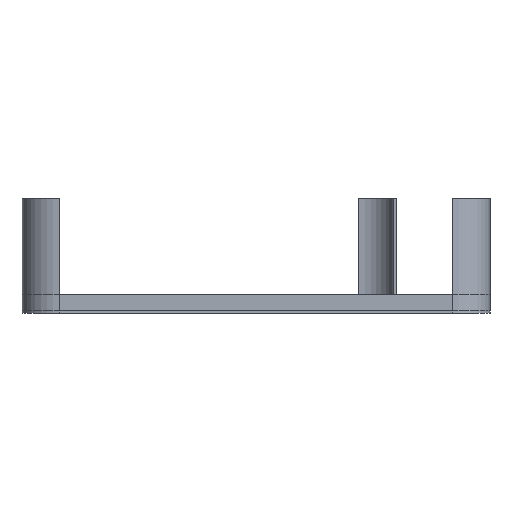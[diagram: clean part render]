
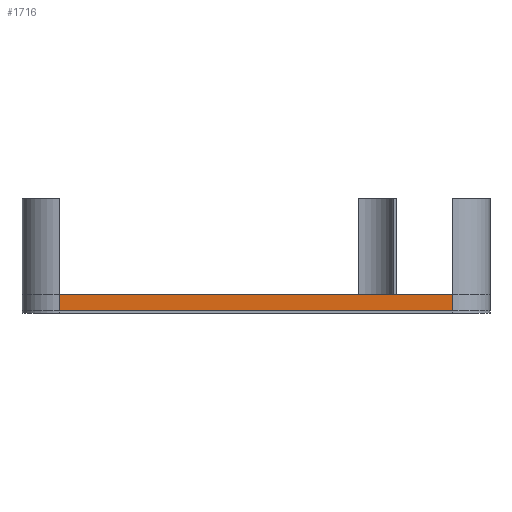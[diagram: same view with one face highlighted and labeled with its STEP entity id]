
A CAD part, left-side view. The second image highlights one B-rep face of the part: STEP entity #1716.
In plain terms, the highlighted planar face has unit normal (-1, 0, 0).
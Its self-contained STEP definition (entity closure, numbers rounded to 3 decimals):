
#284=FACE_OUTER_BOUND('',#427,.T.);
#427=EDGE_LOOP('',(#1431,#1432,#1433,#1434));
#530=LINE('',#2771,#666);
#549=LINE('',#2833,#685);
#550=LINE('',#2835,#686);
#551=LINE('',#2836,#687);
#666=VECTOR('',#2262,10.);
#685=VECTOR('',#2319,10.);
#686=VECTOR('',#2320,10.);
#687=VECTOR('',#2321,10.);
#829=VERTEX_POINT('',#2768);
#830=VERTEX_POINT('',#2770);
#854=VERTEX_POINT('',#2832);
#855=VERTEX_POINT('',#2834);
#1029=EDGE_CURVE('',#830,#829,#530,.T.);
#1060=EDGE_CURVE('',#854,#829,#549,.T.);
#1061=EDGE_CURVE('',#854,#855,#550,.T.);
#1062=EDGE_CURVE('',#855,#830,#551,.T.);
#1431=ORIENTED_EDGE('',*,*,#1029,.T.);
#1432=ORIENTED_EDGE('',*,*,#1060,.F.);
#1433=ORIENTED_EDGE('',*,*,#1061,.T.);
#1434=ORIENTED_EDGE('',*,*,#1062,.T.);
#1639=PLANE('',#1909);
#1716=ADVANCED_FACE('',(#284),#1639,.T.);
#1909=AXIS2_PLACEMENT_3D('',#2831,#2317,#2318);
#2262=DIRECTION('',(0.,1.,0.));
#2317=DIRECTION('center_axis',(-1.,0.,0.));
#2318=DIRECTION('ref_axis',(0.,-1.,0.));
#2319=DIRECTION('',(0.,0.,1.));
#2320=DIRECTION('',(0.,-1.,0.));
#2321=DIRECTION('',(0.,0.,1.));
#2768=CARTESIAN_POINT('',(-125.,105.,8.7));
#2770=CARTESIAN_POINT('',(-125.,-105.,8.7));
#2771=CARTESIAN_POINT('',(-125.,52.5,8.7));
#2831=CARTESIAN_POINT('Origin',(-125.,105.,0.));
#2832=CARTESIAN_POINT('',(-125.,105.,0.));
#2833=CARTESIAN_POINT('',(-125.,105.,0.));
#2834=CARTESIAN_POINT('',(-125.,-105.,0.));
#2835=CARTESIAN_POINT('',(-125.,105.,0.));
#2836=CARTESIAN_POINT('',(-125.,-105.,0.));
